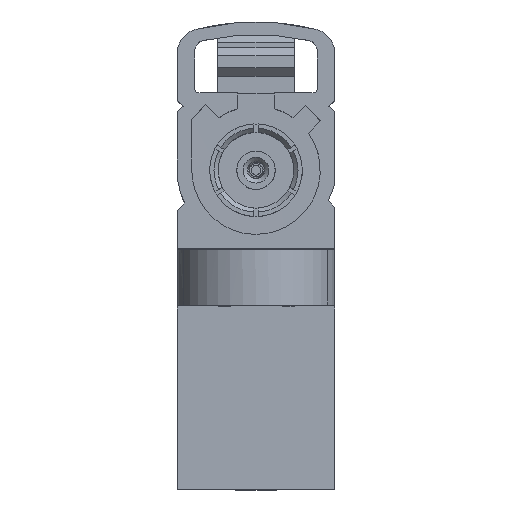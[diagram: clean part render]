
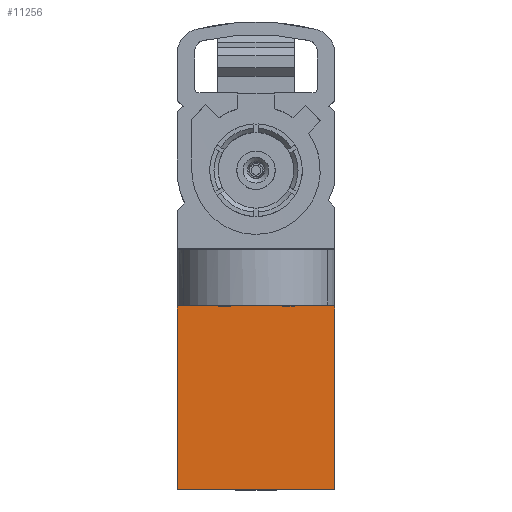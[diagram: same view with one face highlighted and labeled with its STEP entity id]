
A CAD part, top view. The second image highlights one B-rep face of the part: STEP entity #11256.
In plain terms, the highlighted face is planar.
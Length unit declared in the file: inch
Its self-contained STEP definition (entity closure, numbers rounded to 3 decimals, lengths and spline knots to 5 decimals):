
#468 = ORIENTED_EDGE ( 'NONE', *, *, #549, .T. ) ;
#549 = EDGE_CURVE ( 'NONE', #8259, #2531, #10713, .T. ) ;
#1080 = CARTESIAN_POINT ( 'NONE',  ( -0.185, -0.18494, 0. ) ) ;
#1388 = LINE ( 'NONE', #8165, #7617 ) ;
#2317 = ORIENTED_EDGE ( 'NONE', *, *, #10138, .T. ) ;
#2531 = VERTEX_POINT ( 'NONE', #3244 ) ;
#2803 = DIRECTION ( 'NONE',  ( 0., 0., 1. ) ) ;
#3244 = CARTESIAN_POINT ( 'NONE',  ( -0.00064, -0.18494, -0.43065 ) ) ;
#3350 = CARTESIAN_POINT ( 'NONE',  ( 0.185, -0.18494, -0.43065 ) ) ;
#3359 = PLANE ( 'NONE',  #16753 ) ;
#3430 = EDGE_CURVE ( 'NONE', #2531, #5546, #13544, .T. ) ;
#3514 = VECTOR ( 'NONE', #13074, 39.37008 ) ;
#3839 = DIRECTION ( 'NONE',  ( 0., 0., 1. ) ) ;
#4432 = DIRECTION ( 'NONE',  ( 0., 0., -1. ) ) ;
#4697 = DIRECTION ( 'NONE',  ( 1., 0., 0. ) ) ;
#5380 = EDGE_LOOP ( 'NONE', ( #13102, #468, #5450, #2317, #12275 ) ) ;
#5450 = ORIENTED_EDGE ( 'NONE', *, *, #3430, .T. ) ;
#5499 = DIRECTION ( 'NONE',  ( 1., 0., 0. ) ) ;
#5546 = VERTEX_POINT ( 'NONE', #3350 ) ;
#6013 = DIRECTION ( 'NONE',  ( 0., -1., 0. ) ) ;
#6260 = CARTESIAN_POINT ( 'NONE',  ( -0.185, -0.18494, 0. ) ) ;
#7255 = VECTOR ( 'NONE', #2803, 39.37008 ) ;
#7617 = VECTOR ( 'NONE', #3839, 39.37008 ) ;
#7852 = EDGE_CURVE ( 'NONE', #8259, #14944, #1388, .T. ) ;
#8165 = CARTESIAN_POINT ( 'NONE',  ( -0.185, -0.18494, -0.58065 ) ) ;
#8184 = LINE ( 'NONE', #10940, #7255 ) ;
#8259 = VERTEX_POINT ( 'NONE', #14400 ) ;
#8824 = LINE ( 'NONE', #1080, #3514 ) ;
#9649 = CARTESIAN_POINT ( 'NONE',  ( -0.185, -0.18494, -0.43065 ) ) ;
#9751 = CARTESIAN_POINT ( 'NONE',  ( 0.185, -0.18494, 0. ) ) ;
#10138 = EDGE_CURVE ( 'NONE', #5546, #15578, #8184, .T. ) ;
#10713 = LINE ( 'NONE', #9649, #16958 ) ;
#10940 = CARTESIAN_POINT ( 'NONE',  ( 0.185, -0.18494, -0.58065 ) ) ;
#11256 = ADVANCED_FACE ( 'NONE', ( #15444 ), #3359, .T. ) ;
#11390 = EDGE_CURVE ( 'NONE', #14944, #15578, #8824, .T. ) ;
#12275 = ORIENTED_EDGE ( 'NONE', *, *, #11390, .F. ) ;
#13074 = DIRECTION ( 'NONE',  ( 1., 0., 0. ) ) ;
#13102 = ORIENTED_EDGE ( 'NONE', *, *, #7852, .F. ) ;
#13544 = LINE ( 'NONE', #14303, #16139 ) ;
#14303 = CARTESIAN_POINT ( 'NONE',  ( -0.185, -0.18494, -0.43065 ) ) ;
#14400 = CARTESIAN_POINT ( 'NONE',  ( -0.185, -0.18494, -0.43065 ) ) ;
#14944 = VERTEX_POINT ( 'NONE', #6260 ) ;
#15283 = CARTESIAN_POINT ( 'NONE',  ( -0.185, -0.18494, -0.58065 ) ) ;
#15444 = FACE_OUTER_BOUND ( 'NONE', #5380, .T. ) ;
#15578 = VERTEX_POINT ( 'NONE', #9751 ) ;
#16139 = VECTOR ( 'NONE', #4697, 39.37008 ) ;
#16753 = AXIS2_PLACEMENT_3D ( 'NONE', #15283, #6013, #4432 ) ;
#16958 = VECTOR ( 'NONE', #5499, 39.37008 ) ;
